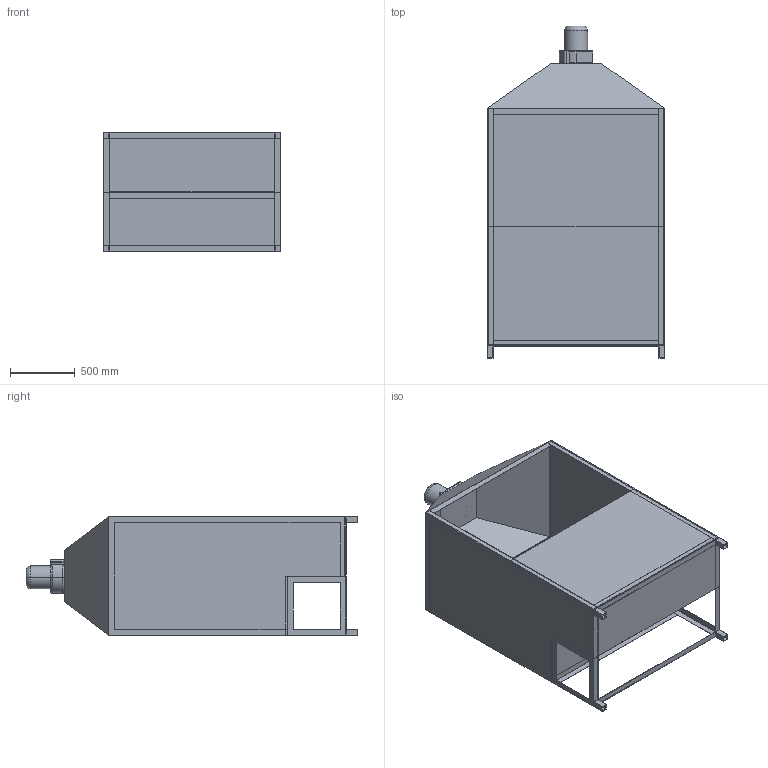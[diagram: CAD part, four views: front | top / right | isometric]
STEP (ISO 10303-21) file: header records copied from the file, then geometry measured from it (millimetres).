
FILE_DESCRIPTION(('FreeCAD Model'),'2;1');
FILE_NAME('Open CASCADE Shape Model','2025-04-27T19:11:38',('FreeCAD'),( 'FreeCAD'),'Open CASCADE STEP processor 7.6','FreeCAD','Unknown');
FILE_SCHEMA(('AUTOMOTIVE_DESIGN { 1 0 10303 214 1 1 1 1 }'));
Products named in the file (1): Open CASCADE STEP translator 7.6 1
Bounding box: 1374.86 x 2568.38 x 917.49 mm (x, y, z)
Volume: 107955443.6 mm3; surface area: 26302311.1 mm2
Topology: 21 solids, 21 shells, 1605 faces, 4750 edges, 3145 vertices
Faces by surface type: bspline 1605
Entity records: 62732 total; most frequent: CARTESIAN_POINT 35966, ORIENTED_EDGE 9478, EDGE_CURVE 4739, VERTEX_POINT 3145, FACE_BOUND 2770, EDGE_LOOP 2770, B_SPLINE_CURVE_WITH_KNOTS 1961, ADVANCED_FACE 1605
